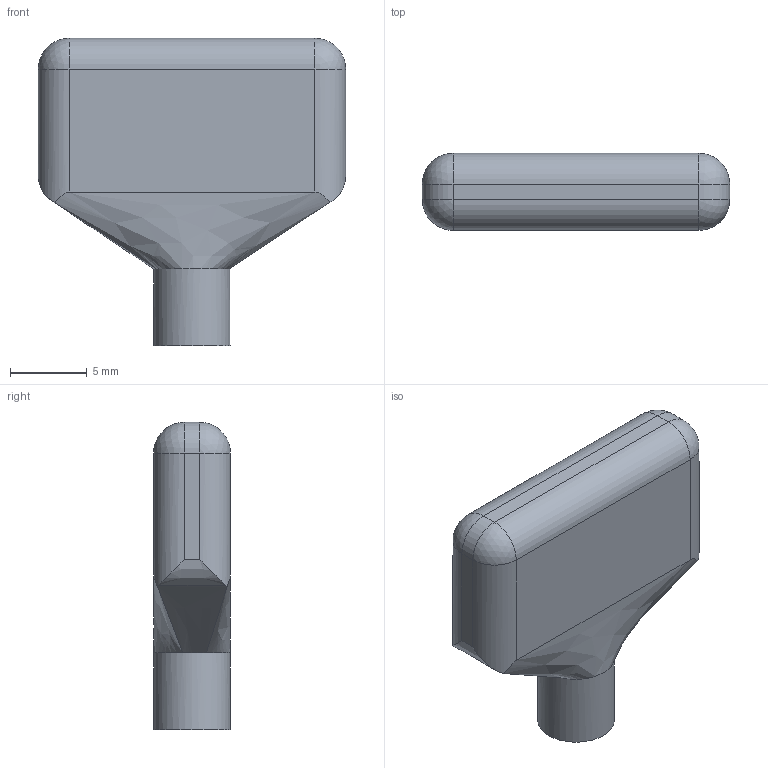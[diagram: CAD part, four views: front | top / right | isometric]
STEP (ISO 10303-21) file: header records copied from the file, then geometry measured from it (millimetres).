
FILE_DESCRIPTION(/* description */ ('','CAx-IF Rec.Pracs.---Representation and Presentation of Product Manufacturing Information (PMI)---4.0---2014-10-13'),/* implementation_level */ '2;1');
FILE_NAME(/* name */ 'Reset Griff v1.step',/* time_stamp */ '2025-02-12T11:47:16+01:00',/* author */ (''),/* organization */ (''),/* preprocessor_version */ 'ST-DEVELOPER v20',/* originating_system */ 'Autodesk Translation Framework v13.20.0.188',/* authorisation */ '');
FILE_SCHEMA (('AP242_MANAGED_MODEL_BASED_3D_ENGINEERING_MIM_LF { 1 0 10303 442 1 1 4 }'));
Length unit declared in the file: millimetre
Products named in the file (1): Reset Griff
Bounding box: 20 x 5 x 20 mm (x, y, z)
Volume: 1276.4 mm3; surface area: 883.6 mm2
Topology: 1 solids, 1 shells, 27 faces, 64 edges, 40 vertices
Faces by surface type: cylinder 10, plane 7, bspline 6, sphere 4
Full cylindrical faces by diameter (mm): 1.6 x1, 5 x1
Entity records: 979 total; most frequent: CARTESIAN_POINT 352, ORIENTED_EDGE 128, DIRECTION 114, EDGE_CURVE 64, AXIS2_PLACEMENT_3D 44, VERTEX_POINT 40, EDGE_LOOP 28, FACE_OUTER_BOUND 27
